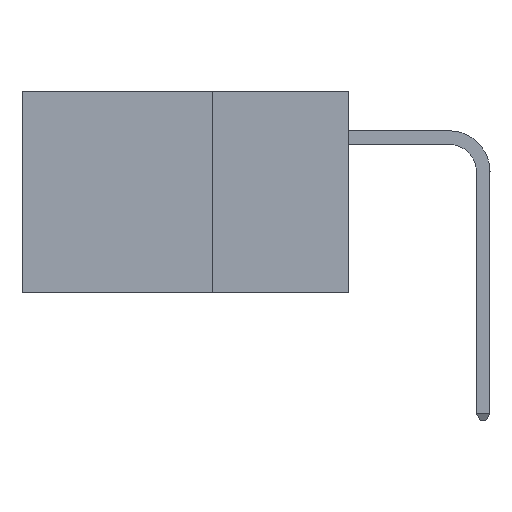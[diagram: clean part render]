
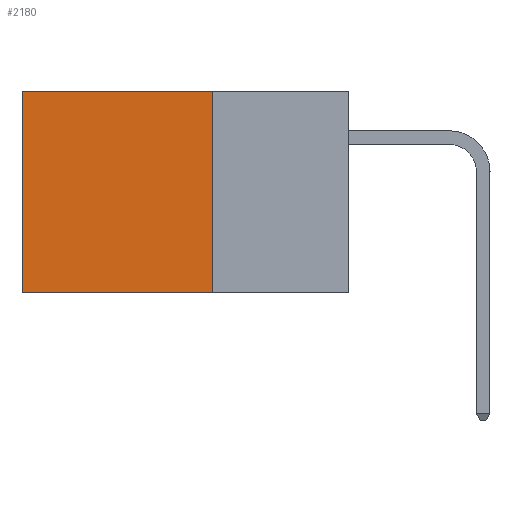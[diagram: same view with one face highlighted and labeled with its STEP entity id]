
A CAD part, left-side view. The second image highlights one B-rep face of the part: STEP entity #2180.
In plain terms, the highlighted planar face has unit normal (-1, 0, 0).
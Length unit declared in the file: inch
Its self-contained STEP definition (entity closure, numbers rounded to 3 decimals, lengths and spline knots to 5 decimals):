
#64 = ORIENTED_EDGE ( 'NONE', *, *, #19631, .F. ) ;
#352 = CARTESIAN_POINT ( 'NONE',  ( 0.2875, 0.25, -0.37 ) ) ;
#2180 = ADVANCED_FACE ( 'NONE', ( #7980 ), #30786, .F. ) ;
#4518 = CARTESIAN_POINT ( 'NONE',  ( 0.2875, 0.25, -0.37 ) ) ;
#4612 = ORIENTED_EDGE ( 'NONE', *, *, #6464, .F. ) ;
#5003 = DIRECTION ( 'NONE',  ( 0., 0., -1. ) ) ;
#6464 = EDGE_CURVE ( 'NONE', #12346, #20650, #22436, .T. ) ;
#6959 = CARTESIAN_POINT ( 'NONE',  ( 0.2875, 0.25, 0. ) ) ;
#7980 = FACE_OUTER_BOUND ( 'NONE', #14111, .T. ) ;
#8483 = EDGE_CURVE ( 'NONE', #31974, #16759, #30118, .T. ) ;
#8630 = CARTESIAN_POINT ( 'NONE',  ( 0.2875, 0.6, 0. ) ) ;
#9234 = LINE ( 'NONE', #6959, #24735 ) ;
#9580 = ORIENTED_EDGE ( 'NONE', *, *, #8483, .T. ) ;
#10143 = DIRECTION ( 'NONE',  ( 0., 0., -1. ) ) ;
#10484 = CARTESIAN_POINT ( 'NONE',  ( 0.2875, 0.25, 0. ) ) ;
#11833 = CARTESIAN_POINT ( 'NONE',  ( 0.2875, 0.25, 0. ) ) ;
#12346 = VERTEX_POINT ( 'NONE', #352 ) ;
#12360 = DIRECTION ( 'NONE',  ( 1., 0., 0. ) ) ;
#12792 = VECTOR ( 'NONE', #14943, 39.37008 ) ;
#14111 = EDGE_LOOP ( 'NONE', ( #15846, #4612, #64, #9580 ) ) ;
#14943 = DIRECTION ( 'NONE',  ( 0., 1., 0. ) ) ;
#15846 = ORIENTED_EDGE ( 'NONE', *, *, #21279, .T. ) ;
#16409 = LINE ( 'NONE', #17454, #31801 ) ;
#16759 = VERTEX_POINT ( 'NONE', #8630 ) ;
#17454 = CARTESIAN_POINT ( 'NONE',  ( 0.2875, 0.6, 0. ) ) ;
#19631 = EDGE_CURVE ( 'NONE', #31974, #12346, #9234, .T. ) ;
#20650 = VERTEX_POINT ( 'NONE', #30126 ) ;
#21279 = EDGE_CURVE ( 'NONE', #16759, #20650, #16409, .T. ) ;
#21500 = CARTESIAN_POINT ( 'NONE',  ( 0.2875, 0.25, 0. ) ) ;
#22436 = LINE ( 'NONE', #4518, #37890 ) ;
#23162 = DIRECTION ( 'NONE',  ( 0., 1., 0. ) ) ;
#24735 = VECTOR ( 'NONE', #10143, 39.37008 ) ;
#30118 = LINE ( 'NONE', #11833, #12792 ) ;
#30126 = CARTESIAN_POINT ( 'NONE',  ( 0.2875, 0.6, -0.37 ) ) ;
#30786 = PLANE ( 'NONE',  #36199 ) ;
#31801 = VECTOR ( 'NONE', #5003, 39.37008 ) ;
#31974 = VERTEX_POINT ( 'NONE', #10484 ) ;
#33881 = DIRECTION ( 'NONE',  ( 0., 0., -1. ) ) ;
#36199 = AXIS2_PLACEMENT_3D ( 'NONE', #21500, #12360, #33881 ) ;
#37890 = VECTOR ( 'NONE', #23162, 39.37008 ) ;
